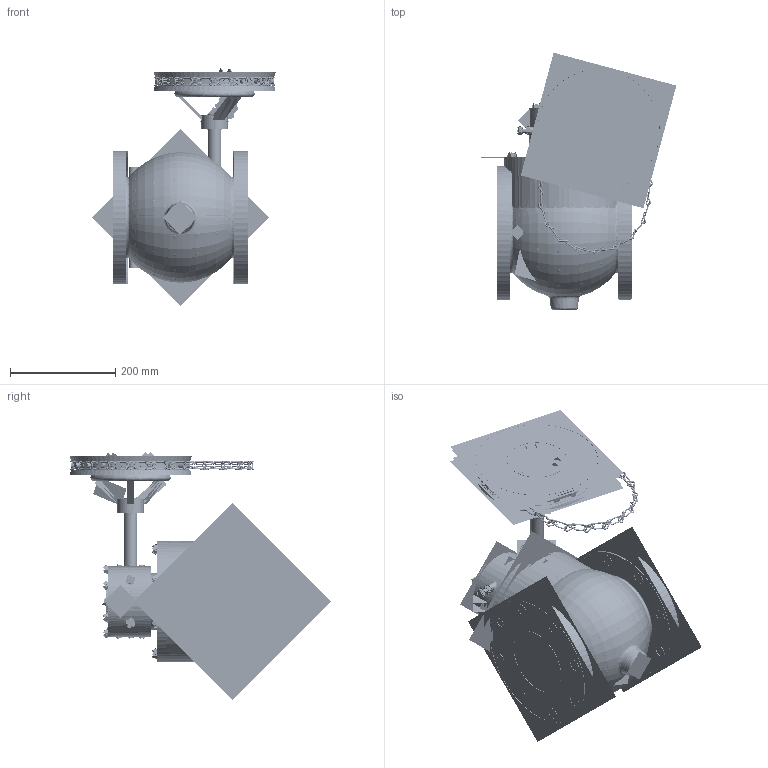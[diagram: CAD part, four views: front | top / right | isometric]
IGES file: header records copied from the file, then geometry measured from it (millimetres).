
Start section:  PTC IGES file: plug_flxfl-5in-chainwheel_asm.igs
Global section: file name: plug_flxfl-5in-chainwheel_asm.igs; native system: Creo Parametric by Parametric Technology Corporation; preprocessor: 2013050; author: HAPPY; organization: Unknown; date: 20170128.153806; units: inch
Bounding box: 380.9 x 528.37 x 470.84 mm (x, y, z)
Volume: 9120145.5 mm3; surface area: 6538378.3 mm2
Topology: 98 solids, 98 shells, 5092 faces, 24839 edges, 31349 vertices
Faces by surface type: revolution 3024, bspline 1962, extrusion 106
